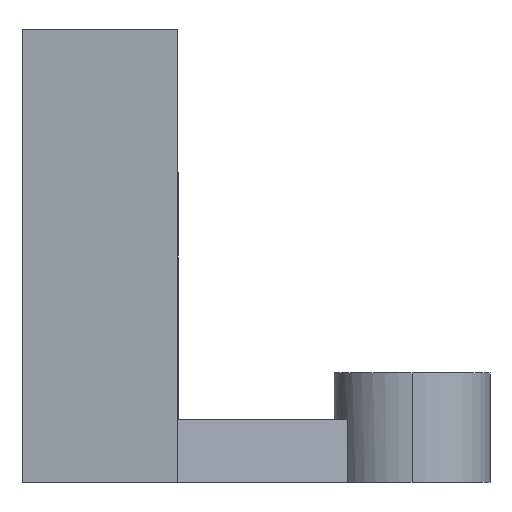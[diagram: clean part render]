
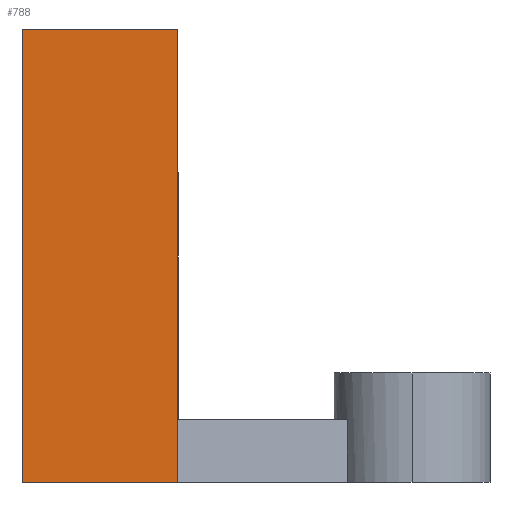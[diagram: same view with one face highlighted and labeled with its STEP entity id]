
A CAD part, left-side view. The second image highlights one B-rep face of the part: STEP entity #788.
In plain terms, the highlighted planar face has unit normal (-1, 0, 0).
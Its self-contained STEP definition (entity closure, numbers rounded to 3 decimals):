
#187 = ORIENTED_EDGE ( 'NONE', *, *, #1525, .F. ) ;
#212 = ORIENTED_EDGE ( 'NONE', *, *, #2553, .T. ) ;
#237 = EDGE_CURVE ( 'NONE', #2371, #1242, #1993, .T. ) ;
#274 = VECTOR ( 'NONE', #1754, 1000. ) ;
#290 = VECTOR ( 'NONE', #1657, 1000. ) ;
#402 = CARTESIAN_POINT ( 'NONE',  ( -25., 4., -4. ) ) ;
#488 = LINE ( 'NONE', #1917, #274 ) ;
#558 = CARTESIAN_POINT ( 'NONE',  ( -25., 4., 25. ) ) ;
#578 = DIRECTION ( 'NONE',  ( 0., -1., 0. ) ) ;
#624 = LINE ( 'NONE', #1061, #290 ) ;
#713 = VERTEX_POINT ( 'NONE', #558 ) ;
#775 = LINE ( 'NONE', #2007, #2219 ) ;
#788 = ADVANCED_FACE ( 'NONE', ( #1997 ), #2198, .T. ) ;
#883 = EDGE_CURVE ( 'NONE', #2371, #2385, #775, .T. ) ;
#995 = CARTESIAN_POINT ( 'NONE',  ( -25., 4., -4. ) ) ;
#1061 = CARTESIAN_POINT ( 'NONE',  ( -25., 4., -4. ) ) ;
#1076 = CARTESIAN_POINT ( 'NONE',  ( -25., 4., -4. ) ) ;
#1242 = VERTEX_POINT ( 'NONE', #1076 ) ;
#1289 = CARTESIAN_POINT ( 'NONE',  ( -25., 14., 25. ) ) ;
#1525 = EDGE_CURVE ( 'NONE', #2385, #713, #488, .T. ) ;
#1652 = CARTESIAN_POINT ( 'NONE',  ( -25., 14., -4. ) ) ;
#1657 = DIRECTION ( 'NONE',  ( 0., 0., 1. ) ) ;
#1754 = DIRECTION ( 'NONE',  ( 0., -1., 0. ) ) ;
#1787 = DIRECTION ( 'NONE',  ( -1., 0., 0. ) ) ;
#1917 = CARTESIAN_POINT ( 'NONE',  ( -25., 4., 25. ) ) ;
#1951 = EDGE_LOOP ( 'NONE', ( #2070, #212, #187, #2187 ) ) ;
#1993 = LINE ( 'NONE', #402, #2350 ) ;
#1997 = FACE_OUTER_BOUND ( 'NONE', #1951, .T. ) ;
#2007 = CARTESIAN_POINT ( 'NONE',  ( -25., 14., -4. ) ) ;
#2033 = DIRECTION ( 'NONE',  ( 0., -1., 0. ) ) ;
#2070 = ORIENTED_EDGE ( 'NONE', *, *, #237, .T. ) ;
#2187 = ORIENTED_EDGE ( 'NONE', *, *, #883, .F. ) ;
#2198 = PLANE ( 'NONE',  #2523 ) ;
#2219 = VECTOR ( 'NONE', #2424, 1000. ) ;
#2350 = VECTOR ( 'NONE', #578, 1000. ) ;
#2371 = VERTEX_POINT ( 'NONE', #1652 ) ;
#2385 = VERTEX_POINT ( 'NONE', #1289 ) ;
#2424 = DIRECTION ( 'NONE',  ( 0., 0., 1. ) ) ;
#2523 = AXIS2_PLACEMENT_3D ( 'NONE', #995, #1787, #2033 ) ;
#2553 = EDGE_CURVE ( 'NONE', #1242, #713, #624, .T. ) ;
